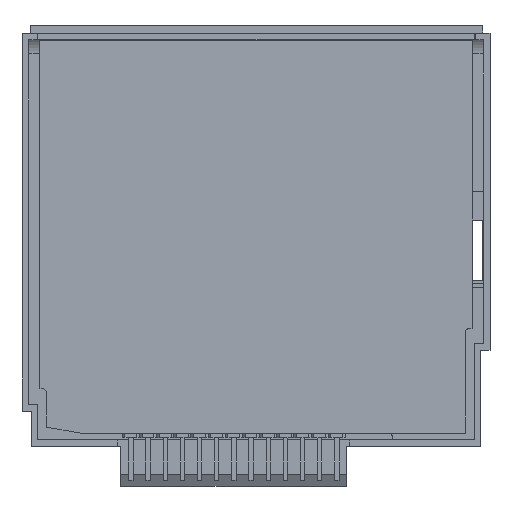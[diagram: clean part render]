
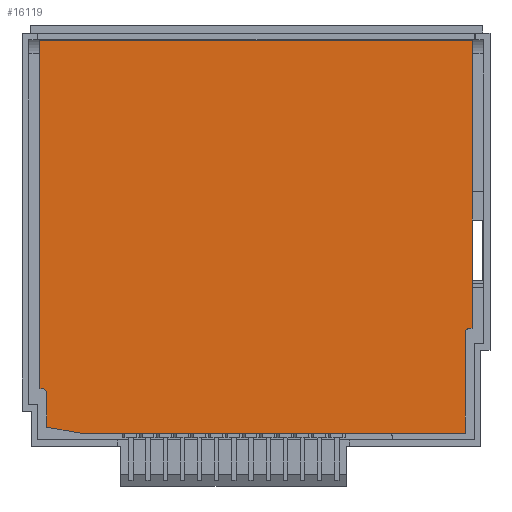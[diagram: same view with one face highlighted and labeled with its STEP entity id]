
A CAD part, front view. The second image highlights one B-rep face of the part: STEP entity #16119.
In plain terms, the highlighted planar face has unit normal (0, -1, 0).
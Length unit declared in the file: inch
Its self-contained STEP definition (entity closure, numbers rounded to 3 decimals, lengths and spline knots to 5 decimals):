
#173 = CARTESIAN_POINT ( 'NONE',  ( -1.2589, 0.11811, -0.08583 ) ) ;
#218 = AXIS2_PLACEMENT_3D ( 'NONE', #266, #9369, #6884 ) ;
#266 = CARTESIAN_POINT ( 'NONE',  ( -1.2489, 0.11811, -2.14083 ) ) ;
#799 = CARTESIAN_POINT ( 'NONE',  ( 1.2486, 0.11811, -1.78833 ) ) ;
#1064 = CARTESIAN_POINT ( 'NONE',  ( 1.2586, 0.11811, -2.14083 ) ) ;
#1103 = LINE ( 'NONE', #1064, #8439 ) ;
#1540 = LINE ( 'NONE', #7201, #4587 ) ;
#2174 = ORIENTED_EDGE ( 'NONE', *, *, #13867, .F. ) ;
#2206 = CARTESIAN_POINT ( 'NONE',  ( -1.2489, 0.11811, -2.11083 ) ) ;
#2333 = VERTEX_POINT ( 'NONE', #12227 ) ;
#2342 = ORIENTED_EDGE ( 'NONE', *, *, #12975, .F. ) ;
#2534 = VERTEX_POINT ( 'NONE', #7425 ) ;
#2591 = VERTEX_POINT ( 'NONE', #15289 ) ;
#2764 = VERTEX_POINT ( 'NONE', #173 ) ;
#3446 = CARTESIAN_POINT ( 'NONE',  ( 1.2586, 0.11811, -1.75833 ) ) ;
#3499 = DIRECTION ( 'NONE',  ( -1., 0., 0. ) ) ;
#3649 = DIRECTION ( 'NONE',  ( -0.984, 0., 0.177 ) ) ;
#3702 = CARTESIAN_POINT ( 'NONE',  ( -1.0239, 0.11811, -2.37083 ) ) ;
#3767 = EDGE_CURVE ( 'NONE', #2764, #11988, #6772, .T. ) ;
#3779 = ORIENTED_EDGE ( 'NONE', *, *, #10696, .F. ) ;
#3788 = VECTOR ( 'NONE', #3649, 39.37008 ) ;
#4196 = LINE ( 'NONE', #3702, #3788 ) ;
#4297 = DIRECTION ( 'NONE',  ( 0., 0., -1. ) ) ;
#4342 = VERTEX_POINT ( 'NONE', #9376 ) ;
#4587 = VECTOR ( 'NONE', #9815, 39.37008 ) ;
#5102 = DIRECTION ( 'NONE',  ( 0., 0., 1. ) ) ;
#5329 = VECTOR ( 'NONE', #9925, 39.37008 ) ;
#5657 = DIRECTION ( 'NONE',  ( 0., 0., 1. ) ) ;
#5728 = VECTOR ( 'NONE', #7457, 39.37008 ) ;
#6279 = ORIENTED_EDGE ( 'NONE', *, *, #3767, .F. ) ;
#6281 = VERTEX_POINT ( 'NONE', #10712 ) ;
#6392 = VECTOR ( 'NONE', #3499, 39.37008 ) ;
#6772 = LINE ( 'NONE', #13894, #5329 ) ;
#6852 = LINE ( 'NONE', #15745, #15214 ) ;
#6884 = DIRECTION ( 'NONE',  ( -1., 0., 0. ) ) ;
#7000 = CARTESIAN_POINT ( 'NONE',  ( -1.2489, 0.11811, -2.14083 ) ) ;
#7098 = AXIS2_PLACEMENT_3D ( 'NONE', #799, #16245, #12544 ) ;
#7122 = CARTESIAN_POINT ( 'NONE',  ( 1.2586, 0.11811, -0.08583 ) ) ;
#7201 = CARTESIAN_POINT ( 'NONE',  ( 1.2186, 0.11811, -2.14083 ) ) ;
#7425 = CARTESIAN_POINT ( 'NONE',  ( -1.2489, 0.11811, -2.11083 ) ) ;
#7457 = DIRECTION ( 'NONE',  ( -1., 0., 0. ) ) ;
#7571 = CARTESIAN_POINT ( 'NONE',  ( -1.2189, 0.11811, -2.14083 ) ) ;
#7616 = CARTESIAN_POINT ( 'NONE',  ( -1.2489, 0.11811, -2.37083 ) ) ;
#7627 = EDGE_LOOP ( 'NONE', ( #2342, #8701, #13098, #16620, #14910, #2174, #8823, #12330, #3779, #13050, #6279 ) ) ;
#7675 = DIRECTION ( 'NONE',  ( 0., 0., -1. ) ) ;
#7791 = LINE ( 'NONE', #15918, #16158 ) ;
#8377 = EDGE_CURVE ( 'NONE', #11988, #12158, #1103, .T. ) ;
#8439 = VECTOR ( 'NONE', #7675, 39.37008 ) ;
#8548 = VERTEX_POINT ( 'NONE', #12008 ) ;
#8701 = ORIENTED_EDGE ( 'NONE', *, *, #12230, .F. ) ;
#8823 = ORIENTED_EDGE ( 'NONE', *, *, #10931, .F. ) ;
#9292 = VECTOR ( 'NONE', #5102, 39.37008 ) ;
#9369 = DIRECTION ( 'NONE',  ( 0., 1., 0. ) ) ;
#9376 = CARTESIAN_POINT ( 'NONE',  ( 1.2186, 0.11811, -2.37083 ) ) ;
#9417 = CARTESIAN_POINT ( 'NONE',  ( -1.2189, 0.11811, -2.14083 ) ) ;
#9815 = DIRECTION ( 'NONE',  ( 0., 0., -1. ) ) ;
#9925 = DIRECTION ( 'NONE',  ( 1., 0., 0. ) ) ;
#9956 = EDGE_CURVE ( 'NONE', #2591, #16659, #12387, .T. ) ;
#10220 = EDGE_CURVE ( 'NONE', #16659, #2534, #14413, .T. ) ;
#10696 = EDGE_CURVE ( 'NONE', #12158, #8548, #6852, .T. ) ;
#10712 = CARTESIAN_POINT ( 'NONE',  ( -1.2589, 0.11811, -2.11083 ) ) ;
#10742 = DIRECTION ( 'NONE',  ( -1., 0., 0. ) ) ;
#10931 = EDGE_CURVE ( 'NONE', #12016, #4342, #1540, .T. ) ;
#11988 = VERTEX_POINT ( 'NONE', #7122 ) ;
#12008 = CARTESIAN_POINT ( 'NONE',  ( 1.2486, 0.11811, -1.75833 ) ) ;
#12014 = PLANE ( 'NONE',  #218 ) ;
#12016 = VERTEX_POINT ( 'NONE', #16117 ) ;
#12158 = VERTEX_POINT ( 'NONE', #3446 ) ;
#12227 = CARTESIAN_POINT ( 'NONE',  ( -1.0239, 0.11811, -2.37083 ) ) ;
#12230 = EDGE_CURVE ( 'NONE', #2534, #6281, #14362, .T. ) ;
#12330 = ORIENTED_EDGE ( 'NONE', *, *, #13692, .F. ) ;
#12351 = AXIS2_PLACEMENT_3D ( 'NONE', #7000, #14700, #4297 ) ;
#12387 = LINE ( 'NONE', #7571, #9292 ) ;
#12544 = DIRECTION ( 'NONE',  ( 0., 0., -1. ) ) ;
#12975 = EDGE_CURVE ( 'NONE', #6281, #2764, #7791, .T. ) ;
#13050 = ORIENTED_EDGE ( 'NONE', *, *, #8377, .F. ) ;
#13098 = ORIENTED_EDGE ( 'NONE', *, *, #10220, .F. ) ;
#13692 = EDGE_CURVE ( 'NONE', #8548, #12016, #16521, .T. ) ;
#13867 = EDGE_CURVE ( 'NONE', #4342, #2333, #15120, .T. ) ;
#13894 = CARTESIAN_POINT ( 'NONE',  ( -1.2489, 0.11811, -0.08583 ) ) ;
#14362 = LINE ( 'NONE', #2206, #6392 ) ;
#14413 = CIRCLE ( 'NONE', #12351, 0.03 ) ;
#14586 = EDGE_CURVE ( 'NONE', #2333, #2591, #4196, .T. ) ;
#14700 = DIRECTION ( 'NONE',  ( 0., -1., 0. ) ) ;
#14910 = ORIENTED_EDGE ( 'NONE', *, *, #14586, .F. ) ;
#15065 = FACE_OUTER_BOUND ( 'NONE', #7627, .T. ) ;
#15120 = LINE ( 'NONE', #7616, #5728 ) ;
#15214 = VECTOR ( 'NONE', #10742, 39.37008 ) ;
#15289 = CARTESIAN_POINT ( 'NONE',  ( -1.2189, 0.11811, -2.33583 ) ) ;
#15745 = CARTESIAN_POINT ( 'NONE',  ( -1.2489, 0.11811, -1.75833 ) ) ;
#15918 = CARTESIAN_POINT ( 'NONE',  ( -1.2589, 0.11811, -2.14083 ) ) ;
#16117 = CARTESIAN_POINT ( 'NONE',  ( 1.2186, 0.11811, -1.78833 ) ) ;
#16119 = ADVANCED_FACE ( 'NONE', ( #15065 ), #12014, .F. ) ;
#16158 = VECTOR ( 'NONE', #5657, 39.37008 ) ;
#16245 = DIRECTION ( 'NONE',  ( 0., -1., 0. ) ) ;
#16521 = CIRCLE ( 'NONE', #7098, 0.03 ) ;
#16620 = ORIENTED_EDGE ( 'NONE', *, *, #9956, .F. ) ;
#16659 = VERTEX_POINT ( 'NONE', #9417 ) ;
